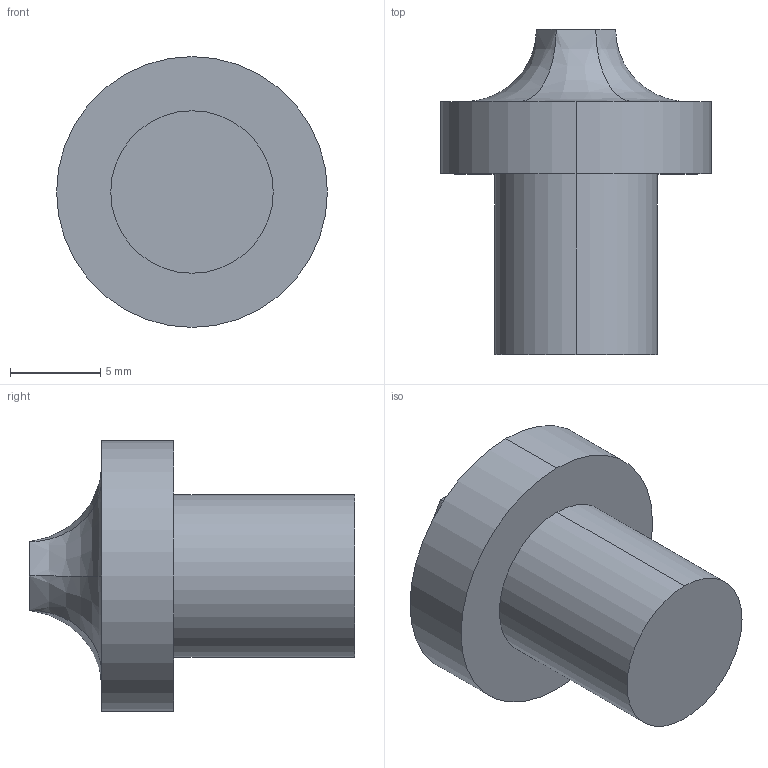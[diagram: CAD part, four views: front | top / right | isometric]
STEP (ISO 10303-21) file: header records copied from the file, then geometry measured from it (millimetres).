
FILE_DESCRIPTION (( 'STEP AP203' ), '1' );
FILE_NAME ('Example - Part2.STEP', '2016-03-09T13:43:50', ( 'A' ), ( 'Microsoft' ), 'SwSTEP 2.0', 'SolidWorks 2016', '' );
FILE_SCHEMA (( 'CONFIG_CONTROL_DESIGN' ));
Length unit declared in the file: millimetre
Products named in the file (1): Example - Part2
Bounding box: 15 x 18 x 15 mm (x, y, z)
Volume: 1465.8 mm3; surface area: 860.6 mm2
Topology: 1 solids, 1 shells, 14 faces, 30 edges, 20 vertices
Faces by surface type: bspline 6, cylinder 4, plane 4
Entity records: 543 total; most frequent: CARTESIAN_POINT 173, ORIENTED_EDGE 60, DIRECTION 56, EDGE_CURVE 30, AXIS2_PLACEMENT_3D 23, VERTEX_POINT 20, EDGE_LOOP 16, ADVANCED_FACE 14
